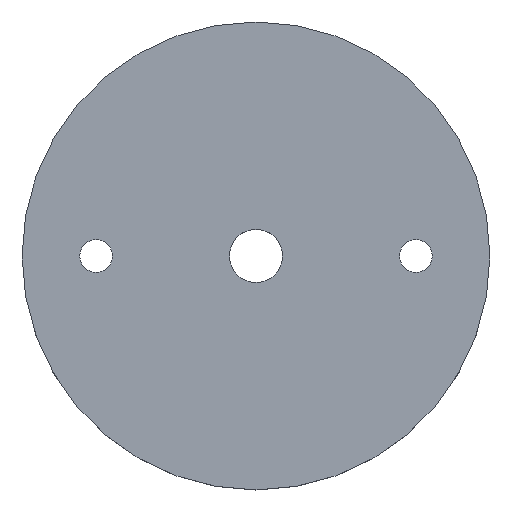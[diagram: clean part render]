
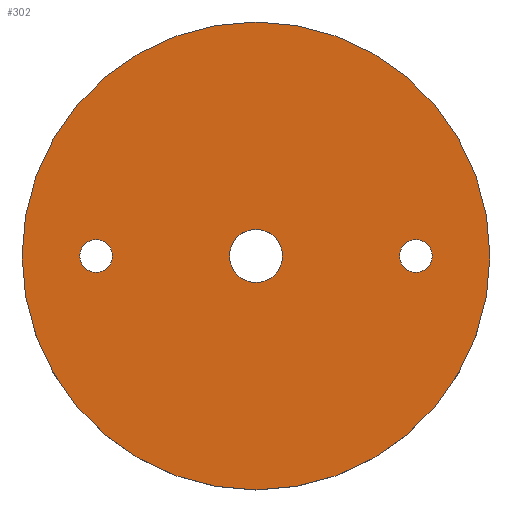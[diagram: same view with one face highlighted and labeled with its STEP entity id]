
A CAD part, top view. The second image highlights one B-rep face of the part: STEP entity #302.
In plain terms, the highlighted planar face has unit normal (0, 0, 1).
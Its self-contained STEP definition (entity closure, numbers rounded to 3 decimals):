
#5 = DIRECTION ( 'NONE',  ( 1., 0., 0. ) ) ;
#6 = VERTEX_POINT ( 'NONE', #333 ) ;
#10 = CARTESIAN_POINT ( 'NONE',  ( -3.4, 0., 8. ) ) ;
#11 = EDGE_CURVE ( 'NONE', #6, #115, #24, .T. ) ;
#12 = DIRECTION ( 'NONE',  ( 1., 0., 0. ) ) ;
#24 = CIRCLE ( 'NONE', #217, 2.1 ) ;
#34 = EDGE_CURVE ( 'NONE', #70, #112, #367, .T. ) ;
#35 = CARTESIAN_POINT ( 'NONE',  ( -30., 0., 8. ) ) ;
#36 = VERTEX_POINT ( 'NONE', #35 ) ;
#40 = EDGE_CURVE ( 'NONE', #92, #176, #348, .T. ) ;
#43 = AXIS2_PLACEMENT_3D ( 'NONE', #271, #243, #5 ) ;
#55 = FACE_BOUND ( 'NONE', #248, .T. ) ;
#62 = ORIENTED_EDGE ( 'NONE', *, *, #95, .F. ) ;
#70 = VERTEX_POINT ( 'NONE', #127 ) ;
#73 = DIRECTION ( 'NONE',  ( 1., 0., 0. ) ) ;
#74 = AXIS2_PLACEMENT_3D ( 'NONE', #193, #135, #250 ) ;
#75 = DIRECTION ( 'NONE',  ( 0., 0., 1. ) ) ;
#77 = DIRECTION ( 'NONE',  ( 1., 0., 0. ) ) ;
#81 = DIRECTION ( 'NONE',  ( 0., 0., 1. ) ) ;
#82 = DIRECTION ( 'NONE',  ( 1., 0., 0. ) ) ;
#83 = PLANE ( 'NONE',  #376 ) ;
#88 = VERTEX_POINT ( 'NONE', #339 ) ;
#92 = VERTEX_POINT ( 'NONE', #167 ) ;
#93 = CIRCLE ( 'NONE', #74, 2.1 ) ;
#94 = DIRECTION ( 'NONE',  ( 0., 0., 1. ) ) ;
#95 = EDGE_CURVE ( 'NONE', #115, #6, #93, .T. ) ;
#107 = CARTESIAN_POINT ( 'NONE',  ( 22.6, 0., 8. ) ) ;
#109 = DIRECTION ( 'NONE',  ( 0., 0., 1. ) ) ;
#112 = VERTEX_POINT ( 'NONE', #107 ) ;
#115 = VERTEX_POINT ( 'NONE', #341 ) ;
#117 = CIRCLE ( 'NONE', #334, 3.4 ) ;
#119 = ORIENTED_EDGE ( 'NONE', *, *, #194, .F. ) ;
#127 = CARTESIAN_POINT ( 'NONE',  ( 18.4, 0., 8. ) ) ;
#129 = AXIS2_PLACEMENT_3D ( 'NONE', #299, #304, #153 ) ;
#135 = DIRECTION ( 'NONE',  ( 0., 0., 1. ) ) ;
#151 = AXIS2_PLACEMENT_3D ( 'NONE', #306, #109, #229 ) ;
#153 = DIRECTION ( 'NONE',  ( 1., 0., 0. ) ) ;
#166 = AXIS2_PLACEMENT_3D ( 'NONE', #281, #197, #12 ) ;
#167 = CARTESIAN_POINT ( 'NONE',  ( 3.4, 0., 8. ) ) ;
#176 = VERTEX_POINT ( 'NONE', #10 ) ;
#179 = FACE_BOUND ( 'NONE', #327, .T. ) ;
#182 = CARTESIAN_POINT ( 'NONE',  ( -20.5, 0., 8. ) ) ;
#186 = ORIENTED_EDGE ( 'NONE', *, *, #246, .T. ) ;
#193 = CARTESIAN_POINT ( 'NONE',  ( -20.5, 0., 8. ) ) ;
#194 = EDGE_CURVE ( 'NONE', #112, #70, #224, .T. ) ;
#197 = DIRECTION ( 'NONE',  ( 0., 0., 1. ) ) ;
#205 = FACE_OUTER_BOUND ( 'NONE', #354, .T. ) ;
#217 = AXIS2_PLACEMENT_3D ( 'NONE', #182, #94, #273 ) ;
#221 = CARTESIAN_POINT ( 'NONE',  ( 0., 0., 8. ) ) ;
#223 = CIRCLE ( 'NONE', #151, 30. ) ;
#224 = CIRCLE ( 'NONE', #244, 2.1 ) ;
#229 = DIRECTION ( 'NONE',  ( 1., 0., 0. ) ) ;
#235 = EDGE_CURVE ( 'NONE', #176, #92, #117, .T. ) ;
#243 = DIRECTION ( 'NONE',  ( 0., 0., 1. ) ) ;
#244 = AXIS2_PLACEMENT_3D ( 'NONE', #338, #307, #73 ) ;
#246 = EDGE_CURVE ( 'NONE', #36, #88, #340, .T. ) ;
#248 = EDGE_LOOP ( 'NONE', ( #270, #62 ) ) ;
#250 = DIRECTION ( 'NONE',  ( 1., 0., 0. ) ) ;
#258 = CARTESIAN_POINT ( 'NONE',  ( 0., 0., 8. ) ) ;
#266 = ORIENTED_EDGE ( 'NONE', *, *, #40, .F. ) ;
#268 = EDGE_CURVE ( 'NONE', #88, #36, #223, .T. ) ;
#269 = ORIENTED_EDGE ( 'NONE', *, *, #268, .T. ) ;
#270 = ORIENTED_EDGE ( 'NONE', *, *, #11, .F. ) ;
#271 = CARTESIAN_POINT ( 'NONE',  ( 0., 0., 8. ) ) ;
#273 = DIRECTION ( 'NONE',  ( 1., 0., 0. ) ) ;
#281 = CARTESIAN_POINT ( 'NONE',  ( 0., 0., 8. ) ) ;
#291 = ORIENTED_EDGE ( 'NONE', *, *, #235, .F. ) ;
#299 = CARTESIAN_POINT ( 'NONE',  ( 20.5, 0., 8. ) ) ;
#302 = ADVANCED_FACE ( 'NONE', ( #55, #179, #347, #205 ), #83, .T. ) ;
#304 = DIRECTION ( 'NONE',  ( 0., 0., 1. ) ) ;
#306 = CARTESIAN_POINT ( 'NONE',  ( 0., 0., 8. ) ) ;
#307 = DIRECTION ( 'NONE',  ( 0., 0., 1. ) ) ;
#322 = EDGE_LOOP ( 'NONE', ( #266, #291 ) ) ;
#327 = EDGE_LOOP ( 'NONE', ( #119, #357 ) ) ;
#333 = CARTESIAN_POINT ( 'NONE',  ( -18.4, 0., 8. ) ) ;
#334 = AXIS2_PLACEMENT_3D ( 'NONE', #221, #75, #77 ) ;
#338 = CARTESIAN_POINT ( 'NONE',  ( 20.5, 0., 8. ) ) ;
#339 = CARTESIAN_POINT ( 'NONE',  ( 30., 0., 8. ) ) ;
#340 = CIRCLE ( 'NONE', #166, 30. ) ;
#341 = CARTESIAN_POINT ( 'NONE',  ( -22.6, 0., 8. ) ) ;
#347 = FACE_BOUND ( 'NONE', #322, .T. ) ;
#348 = CIRCLE ( 'NONE', #43, 3.4 ) ;
#354 = EDGE_LOOP ( 'NONE', ( #186, #269 ) ) ;
#357 = ORIENTED_EDGE ( 'NONE', *, *, #34, .F. ) ;
#367 = CIRCLE ( 'NONE', #129, 2.1 ) ;
#376 = AXIS2_PLACEMENT_3D ( 'NONE', #258, #81, #82 ) ;
